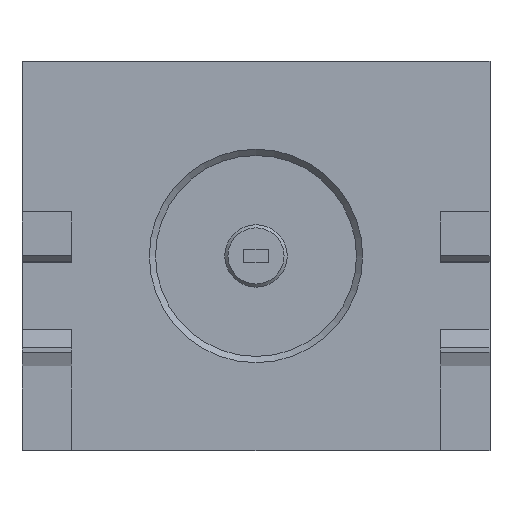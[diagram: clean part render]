
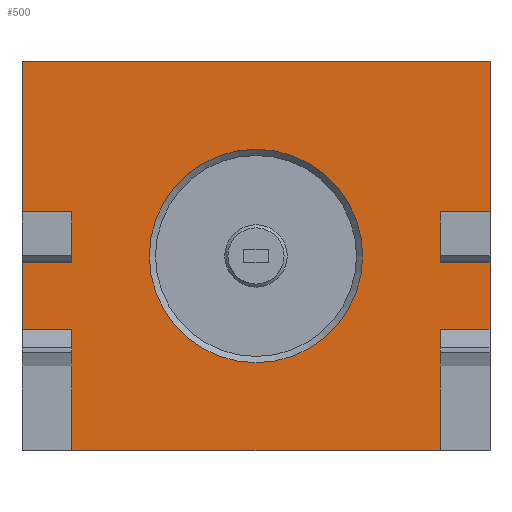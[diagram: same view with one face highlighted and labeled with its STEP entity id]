
A CAD part, top view. The second image highlights one B-rep face of the part: STEP entity #500.
In plain terms, the highlighted planar face has unit normal (0, 0, 1).
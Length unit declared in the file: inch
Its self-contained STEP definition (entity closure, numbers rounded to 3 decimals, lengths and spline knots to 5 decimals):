
#51 = VERTEX_POINT ( 'NONE', #1578 ) ;
#88 = ORIENTED_EDGE ( 'NONE', *, *, #3482, .T. ) ;
#141 = ORIENTED_EDGE ( 'NONE', *, *, #2933, .T. ) ;
#202 = FACE_OUTER_BOUND ( 'NONE', #1787, .T. ) ;
#227 = CARTESIAN_POINT ( 'NONE',  ( 0., 0.005, 0. ) ) ;
#247 = EDGE_CURVE ( 'NONE', #489, #4026, #671, .T. ) ;
#283 = CARTESIAN_POINT ( 'NONE',  ( -0.1875, -0.063, 0. ) ) ;
#284 = VECTOR ( 'NONE', #366, 39.37008 ) ;
#291 = CARTESIAN_POINT ( 'NONE',  ( -0.1475, 0.005, 0. ) ) ;
#314 = DIRECTION ( 'NONE',  ( 0., -1., 0. ) ) ;
#348 = VECTOR ( 'NONE', #390, 39.37008 ) ;
#366 = DIRECTION ( 'NONE',  ( 1., 0., 0. ) ) ;
#369 = CARTESIAN_POINT ( 'NONE',  ( 0., 0.04, 0. ) ) ;
#390 = DIRECTION ( 'NONE',  ( -1., 0., 0. ) ) ;
#409 = DIRECTION ( 'NONE',  ( 0., -1., 0. ) ) ;
#476 = LINE ( 'NONE', #4046, #4128 ) ;
#489 = VERTEX_POINT ( 'NONE', #3790 ) ;
#500 = ADVANCED_FACE ( 'NONE', ( #1275, #202 ), #3450, .F. ) ;
#501 = VECTOR ( 'NONE', #3794, 39.37008 ) ;
#502 = EDGE_CURVE ( 'NONE', #1613, #4557, #2335, .T. ) ;
#515 = ORIENTED_EDGE ( 'NONE', *, *, #2001, .T. ) ;
#538 = DIRECTION ( 'NONE',  ( 0., -1., 0. ) ) ;
#571 = CARTESIAN_POINT ( 'NONE',  ( -0.1475, -0.063, 0. ) ) ;
#615 = DIRECTION ( 'NONE',  ( -1., 0., 0. ) ) ;
#619 = CARTESIAN_POINT ( 'NONE',  ( -0.1475, -0.151, 0. ) ) ;
#671 = LINE ( 'NONE', #3568, #3674 ) ;
#689 = DIRECTION ( 'NONE',  ( 0., 1., 0. ) ) ;
#716 = AXIS2_PLACEMENT_3D ( 'NONE', #227, #3405, #965 ) ;
#735 = LINE ( 'NONE', #1823, #1249 ) ;
#822 = VERTEX_POINT ( 'NONE', #3475 ) ;
#864 = ORIENTED_EDGE ( 'NONE', *, *, #2226, .T. ) ;
#868 = VECTOR ( 'NONE', #314, 39.37008 ) ;
#894 = VECTOR ( 'NONE', #538, 39.37008 ) ;
#940 = CIRCLE ( 'NONE', #3537, 0.0855 ) ;
#965 = DIRECTION ( 'NONE',  ( 0., 1., 0. ) ) ;
#1071 = EDGE_CURVE ( 'NONE', #2862, #1400, #2050, .T. ) ;
#1130 = CARTESIAN_POINT ( 'NONE',  ( 0., 0., 0. ) ) ;
#1162 = VERTEX_POINT ( 'NONE', #1360 ) ;
#1178 = CARTESIAN_POINT ( 'NONE',  ( -0.1475, -0.063, 0. ) ) ;
#1249 = VECTOR ( 'NONE', #2564, 39.37008 ) ;
#1275 = FACE_BOUND ( 'NONE', #3049, .T. ) ;
#1319 = DIRECTION ( 'NONE',  ( -1., 0., 0. ) ) ;
#1360 = CARTESIAN_POINT ( 'NONE',  ( -0.1875, 0.04, 0. ) ) ;
#1400 = VERTEX_POINT ( 'NONE', #3200 ) ;
#1457 = LINE ( 'NONE', #3241, #3175 ) ;
#1460 = DIRECTION ( 'NONE',  ( 0., -1., 0. ) ) ;
#1467 = ORIENTED_EDGE ( 'NONE', *, *, #4560, .F. ) ;
#1499 = CARTESIAN_POINT ( 'NONE',  ( 0.1475, -0.151, 0. ) ) ;
#1556 = CARTESIAN_POINT ( 'NONE',  ( 0.1475, 0.04, 0. ) ) ;
#1564 = ORIENTED_EDGE ( 'NONE', *, *, #2317, .T. ) ;
#1578 = CARTESIAN_POINT ( 'NONE',  ( 0.1875, 0.161, 0. ) ) ;
#1590 = ORIENTED_EDGE ( 'NONE', *, *, #2198, .T. ) ;
#1613 = VERTEX_POINT ( 'NONE', #1178 ) ;
#1641 = DIRECTION ( 'NONE',  ( 0., -1., 0. ) ) ;
#1644 = DIRECTION ( 'NONE',  ( 0., -1., 0. ) ) ;
#1653 = ORIENTED_EDGE ( 'NONE', *, *, #1071, .T. ) ;
#1661 = EDGE_CURVE ( 'NONE', #489, #2262, #2384, .T. ) ;
#1787 = EDGE_LOOP ( 'NONE', ( #515, #3704, #3554, #141, #3769, #1564, #3285, #2886, #2714, #1984, #1467, #3916, #1590, #864, #1653, #2619 ) ) ;
#1823 = CARTESIAN_POINT ( 'NONE',  ( 0., 0.04, 0. ) ) ;
#1830 = VERTEX_POINT ( 'NONE', #3350 ) ;
#1919 = DIRECTION ( 'NONE',  ( 1., 0., 0. ) ) ;
#1984 = ORIENTED_EDGE ( 'NONE', *, *, #3308, .F. ) ;
#2001 = EDGE_CURVE ( 'NONE', #1830, #2597, #3363, .T. ) ;
#2004 = VERTEX_POINT ( 'NONE', #1556 ) ;
#2036 = LINE ( 'NONE', #3451, #4527 ) ;
#2050 = LINE ( 'NONE', #291, #868 ) ;
#2064 = VECTOR ( 'NONE', #4323, 39.37008 ) ;
#2087 = EDGE_CURVE ( 'NONE', #3619, #822, #2391, .T. ) ;
#2101 = CARTESIAN_POINT ( 'NONE',  ( 0.1875, -0.063, 0. ) ) ;
#2124 = VERTEX_POINT ( 'NONE', #2590 ) ;
#2198 = EDGE_CURVE ( 'NONE', #2124, #1162, #1457, .T. ) ;
#2226 = EDGE_CURVE ( 'NONE', #1162, #2862, #735, .T. ) ;
#2262 = VERTEX_POINT ( 'NONE', #4468 ) ;
#2296 = CARTESIAN_POINT ( 'NONE',  ( 0., 0., 0. ) ) ;
#2303 = LINE ( 'NONE', #3477, #894 ) ;
#2317 = EDGE_CURVE ( 'NONE', #822, #4026, #476, .T. ) ;
#2335 = LINE ( 'NONE', #3723, #3968 ) ;
#2384 = LINE ( 'NONE', #2296, #3606 ) ;
#2391 = LINE ( 'NONE', #4193, #501 ) ;
#2505 = DIRECTION ( 'NONE',  ( 0., 0., -1. ) ) ;
#2545 = CARTESIAN_POINT ( 'NONE',  ( 0., -0.151, 0. ) ) ;
#2547 = DIRECTION ( 'NONE',  ( 1., 0., 0. ) ) ;
#2564 = DIRECTION ( 'NONE',  ( 1., 0., 0. ) ) ;
#2590 = CARTESIAN_POINT ( 'NONE',  ( -0.1875, 0.161, 0. ) ) ;
#2597 = VERTEX_POINT ( 'NONE', #283 ) ;
#2619 = ORIENTED_EDGE ( 'NONE', *, *, #3588, .F. ) ;
#2635 = LINE ( 'NONE', #2545, #2064 ) ;
#2714 = ORIENTED_EDGE ( 'NONE', *, *, #4502, .F. ) ;
#2851 = EDGE_CURVE ( 'NONE', #2124, #51, #3498, .T. ) ;
#2862 = VERTEX_POINT ( 'NONE', #4284 ) ;
#2886 = ORIENTED_EDGE ( 'NONE', *, *, #1661, .T. ) ;
#2894 = LINE ( 'NONE', #1130, #4496 ) ;
#2933 = EDGE_CURVE ( 'NONE', #4557, #3619, #2635, .T. ) ;
#3015 = VECTOR ( 'NONE', #615, 39.37008 ) ;
#3049 = EDGE_LOOP ( 'NONE', ( #88 ) ) ;
#3102 = DIRECTION ( 'NONE',  ( 0., -1., 0. ) ) ;
#3124 = LINE ( 'NONE', #571, #3015 ) ;
#3175 = VECTOR ( 'NONE', #409, 39.37008 ) ;
#3200 = CARTESIAN_POINT ( 'NONE',  ( -0.1475, 0., 0. ) ) ;
#3236 = CARTESIAN_POINT ( 'NONE',  ( 0., 0.0905, 0. ) ) ;
#3239 = VECTOR ( 'NONE', #1644, 39.37008 ) ;
#3241 = CARTESIAN_POINT ( 'NONE',  ( -0.1875, 0.005, 0. ) ) ;
#3285 = ORIENTED_EDGE ( 'NONE', *, *, #247, .F. ) ;
#3308 = EDGE_CURVE ( 'NONE', #4133, #2004, #3929, .T. ) ;
#3350 = CARTESIAN_POINT ( 'NONE',  ( -0.1875, 0., 0. ) ) ;
#3363 = LINE ( 'NONE', #4427, #3239 ) ;
#3405 = DIRECTION ( 'NONE',  ( 0., 0., -1. ) ) ;
#3450 = PLANE ( 'NONE',  #716 ) ;
#3451 = CARTESIAN_POINT ( 'NONE',  ( 0.1875, 0.005, 0. ) ) ;
#3475 = CARTESIAN_POINT ( 'NONE',  ( 0.1475, -0.063, 0. ) ) ;
#3477 = CARTESIAN_POINT ( 'NONE',  ( 0.1475, 0.005, 0. ) ) ;
#3482 = EDGE_CURVE ( 'NONE', #4587, #4587, #940, .T. ) ;
#3498 = LINE ( 'NONE', #4187, #284 ) ;
#3537 = AXIS2_PLACEMENT_3D ( 'NONE', #4239, #2505, #689 ) ;
#3554 = ORIENTED_EDGE ( 'NONE', *, *, #502, .T. ) ;
#3568 = CARTESIAN_POINT ( 'NONE',  ( 0.1875, 0.005, 0. ) ) ;
#3588 = EDGE_CURVE ( 'NONE', #1830, #1400, #2894, .T. ) ;
#3606 = VECTOR ( 'NONE', #1319, 39.37008 ) ;
#3619 = VERTEX_POINT ( 'NONE', #1499 ) ;
#3674 = VECTOR ( 'NONE', #1460, 39.37008 ) ;
#3704 = ORIENTED_EDGE ( 'NONE', *, *, #3781, .F. ) ;
#3723 = CARTESIAN_POINT ( 'NONE',  ( -0.1475, -0.063, 0. ) ) ;
#3769 = ORIENTED_EDGE ( 'NONE', *, *, #2087, .T. ) ;
#3781 = EDGE_CURVE ( 'NONE', #1613, #2597, #3124, .T. ) ;
#3790 = CARTESIAN_POINT ( 'NONE',  ( 0.1875, 0., 0. ) ) ;
#3794 = DIRECTION ( 'NONE',  ( 0., 1., 0. ) ) ;
#3916 = ORIENTED_EDGE ( 'NONE', *, *, #2851, .F. ) ;
#3929 = LINE ( 'NONE', #369, #348 ) ;
#3968 = VECTOR ( 'NONE', #1641, 39.37008 ) ;
#3991 = CARTESIAN_POINT ( 'NONE',  ( 0.1875, 0.04, 0. ) ) ;
#4026 = VERTEX_POINT ( 'NONE', #2101 ) ;
#4046 = CARTESIAN_POINT ( 'NONE',  ( 0.1475, -0.063, 0. ) ) ;
#4128 = VECTOR ( 'NONE', #1919, 39.37008 ) ;
#4133 = VERTEX_POINT ( 'NONE', #3991 ) ;
#4187 = CARTESIAN_POINT ( 'NONE',  ( 0., 0.161, 0. ) ) ;
#4193 = CARTESIAN_POINT ( 'NONE',  ( 0.1475, -0.063, 0. ) ) ;
#4239 = CARTESIAN_POINT ( 'NONE',  ( 0., 0.005, 0. ) ) ;
#4284 = CARTESIAN_POINT ( 'NONE',  ( -0.1475, 0.04, 0. ) ) ;
#4323 = DIRECTION ( 'NONE',  ( 1., 0., 0. ) ) ;
#4427 = CARTESIAN_POINT ( 'NONE',  ( -0.1875, 0.005, 0. ) ) ;
#4468 = CARTESIAN_POINT ( 'NONE',  ( 0.1475, 0., 0. ) ) ;
#4496 = VECTOR ( 'NONE', #2547, 39.37008 ) ;
#4502 = EDGE_CURVE ( 'NONE', #2004, #2262, #2303, .T. ) ;
#4527 = VECTOR ( 'NONE', #3102, 39.37008 ) ;
#4557 = VERTEX_POINT ( 'NONE', #619 ) ;
#4560 = EDGE_CURVE ( 'NONE', #51, #4133, #2036, .T. ) ;
#4587 = VERTEX_POINT ( 'NONE', #3236 ) ;
